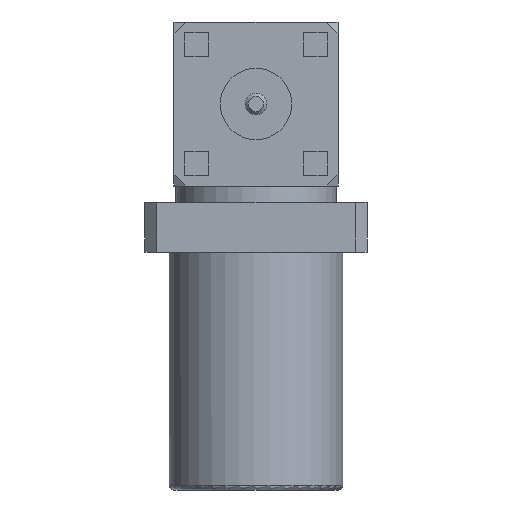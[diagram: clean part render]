
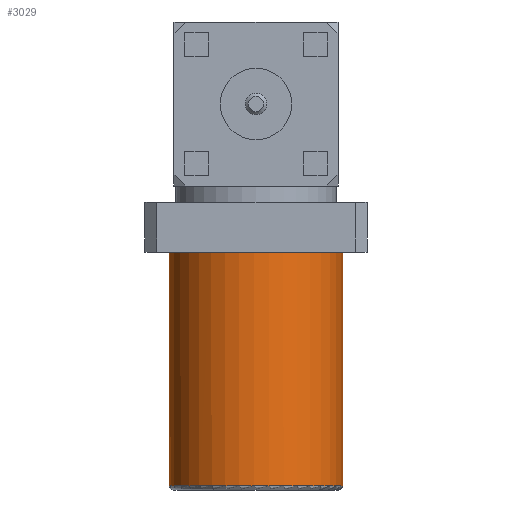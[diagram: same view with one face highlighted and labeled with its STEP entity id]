
A CAD part, front view. The second image highlights one B-rep face of the part: STEP entity #3029.
In plain terms, the highlighted cylindrical face has radius 3.708 mm (diameter 7.417 mm), a full revolution.
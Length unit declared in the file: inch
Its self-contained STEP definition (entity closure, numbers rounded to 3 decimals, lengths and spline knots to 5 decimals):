
#37 = DIRECTION ( 'NONE',  ( -1., 0., 0. ) ) ;
#117 = VERTEX_POINT ( 'NONE', #1624 ) ;
#138 = CARTESIAN_POINT ( 'NONE',  ( 0., 0., -0.444 ) ) ;
#207 = CARTESIAN_POINT ( 'NONE',  ( 0., 0., -0.331 ) ) ;
#329 = CARTESIAN_POINT ( 'NONE',  ( 0.11662, 0.08784, -0.56622 ) ) ;
#355 = ORIENTED_EDGE ( 'NONE', *, *, #2871, .F. ) ;
#395 = DIRECTION ( 'NONE',  ( 0., 0., 1. ) ) ;
#399 = CIRCLE ( 'NONE', #2686, 0.146 ) ;
#413 = CIRCLE ( 'NONE', #3171, 0.146 ) ;
#436 = CARTESIAN_POINT ( 'NONE',  ( -0.11248, 0.09309, -0.084 ) ) ;
#479 = DIRECTION ( 'NONE',  ( -1., 0., 0. ) ) ;
#576 = DIRECTION ( 'NONE',  ( 1., 0., 0. ) ) ;
#586 = DIRECTION ( 'NONE',  ( -1., 0., 0. ) ) ;
#590 = VERTEX_POINT ( 'NONE', #2167 ) ;
#596 = ORIENTED_EDGE ( 'NONE', *, *, #1663, .T. ) ;
#619 = VERTEX_POINT ( 'NONE', #3277 ) ;
#668 = CARTESIAN_POINT ( 'NONE',  ( 0., 0., -0.477 ) ) ;
#690 = AXIS2_PLACEMENT_3D ( 'NONE', #3905, #4250, #479 ) ;
#712 = VECTOR ( 'NONE', #747, 39.37008 ) ;
#747 = DIRECTION ( 'NONE',  ( 0., 0., 1. ) ) ;
#764 = AXIS2_PLACEMENT_3D ( 'NONE', #2565, #4081, #3714 ) ;
#954 = DIRECTION ( 'NONE',  ( 0., 0., 1. ) ) ;
#1052 = VERTEX_POINT ( 'NONE', #436 ) ;
#1098 = AXIS2_PLACEMENT_3D ( 'NONE', #4216, #4555, #37 ) ;
#1105 = VERTEX_POINT ( 'NONE', #4302 ) ;
#1225 = ORIENTED_EDGE ( 'NONE', *, *, #3020, .F. ) ;
#1288 = DIRECTION ( 'NONE',  ( 0., 0., 1. ) ) ;
#1317 = CYLINDRICAL_SURFACE ( 'NONE', #4700, 0.146 ) ;
#1318 = ORIENTED_EDGE ( 'NONE', *, *, #3692, .T. ) ;
#1320 = EDGE_CURVE ( 'NONE', #2399, #4436, #4323, .T. ) ;
#1330 = VERTEX_POINT ( 'NONE', #1661 ) ;
#1380 = CARTESIAN_POINT ( 'NONE',  ( 0.0385, 0.14083, -0.484 ) ) ;
#1454 = CARTESIAN_POINT ( 'NONE',  ( -0.0685, 0.12893, -0.084 ) ) ;
#1511 = EDGE_CURVE ( 'NONE', #2450, #1052, #2897, .T. ) ;
#1573 = ORIENTED_EDGE ( 'NONE', *, *, #2463, .T. ) ;
#1602 = CARTESIAN_POINT ( 'NONE',  ( 0., 0., -0.084 ) ) ;
#1624 = CARTESIAN_POINT ( 'NONE',  ( -0.146, 0., -0.477 ) ) ;
#1629 = DIRECTION ( 'NONE',  ( 0., 0., -1. ) ) ;
#1639 = VECTOR ( 'NONE', #3681, 39.37008 ) ;
#1646 = CIRCLE ( 'NONE', #4170, 0.146 ) ;
#1661 = CARTESIAN_POINT ( 'NONE',  ( 0.11662, 0.08784, -0.444 ) ) ;
#1663 = EDGE_CURVE ( 'NONE', #3729, #1842, #2822, .T. ) ;
#1712 = AXIS2_PLACEMENT_3D ( 'NONE', #138, #2396, #586 ) ;
#1792 = VERTEX_POINT ( 'NONE', #3822 ) ;
#1842 = VERTEX_POINT ( 'NONE', #4709 ) ;
#1859 = VECTOR ( 'NONE', #2455, 39.37008 ) ;
#1863 = VECTOR ( 'NONE', #3597, 39.37008 ) ;
#1876 = ORIENTED_EDGE ( 'NONE', *, *, #3857, .T. ) ;
#1917 = EDGE_LOOP ( 'NONE', ( #3456 ) ) ;
#1980 = ORIENTED_EDGE ( 'NONE', *, *, #1511, .T. ) ;
#1993 = EDGE_CURVE ( 'NONE', #117, #117, #413, .T. ) ;
#2007 = ORIENTED_EDGE ( 'NONE', *, *, #3977, .T. ) ;
#2028 = ORIENTED_EDGE ( 'NONE', *, *, #1320, .F. ) ;
#2066 = LINE ( 'NONE', #3984, #3468 ) ;
#2124 = CARTESIAN_POINT ( 'NONE',  ( 0., 0., -0.484 ) ) ;
#2167 = CARTESIAN_POINT ( 'NONE',  ( 0.08841, 0.11619, -0.084 ) ) ;
#2177 = ORIENTED_EDGE ( 'NONE', *, *, #3169, .F. ) ;
#2346 = EDGE_LOOP ( 'NONE', ( #1318, #1980, #1225, #2177, #1573, #596, #3651, #355, #2028, #1876, #4246, #2007 ) ) ;
#2396 = DIRECTION ( 'NONE',  ( 0., 0., 1. ) ) ;
#2399 = VERTEX_POINT ( 'NONE', #4809 ) ;
#2442 = LINE ( 'NONE', #3940, #2757 ) ;
#2450 = VERTEX_POINT ( 'NONE', #3592 ) ;
#2455 = DIRECTION ( 'NONE',  ( 0., 0., -1. ) ) ;
#2463 = EDGE_CURVE ( 'NONE', #3452, #3729, #2066, .T. ) ;
#2511 = CARTESIAN_POINT ( 'NONE',  ( 0.08841, 0.11619, -0.56622 ) ) ;
#2565 = CARTESIAN_POINT ( 'NONE',  ( 0., 0., -0.084 ) ) ;
#2686 = AXIS2_PLACEMENT_3D ( 'NONE', #1602, #1629, #4563 ) ;
#2757 = VECTOR ( 'NONE', #954, 39.37008 ) ;
#2822 = CIRCLE ( 'NONE', #690, 0.146 ) ;
#2861 = FACE_OUTER_BOUND ( 'NONE', #2346, .T. ) ;
#2871 = EDGE_CURVE ( 'NONE', #4436, #1105, #1646, .T. ) ;
#2897 = CIRCLE ( 'NONE', #764, 0.146 ) ;
#2903 = CIRCLE ( 'NONE', #1712, 0.146 ) ;
#3020 = EDGE_CURVE ( 'NONE', #619, #1052, #2442, .T. ) ;
#3029 = ADVANCED_FACE ( 'NONE', ( #4656, #2861 ), #1317, .T. ) ;
#3123 = EDGE_CURVE ( 'NONE', #1842, #1105, #4288, .T. ) ;
#3156 = DIRECTION ( 'NONE',  ( 0., 0., 1. ) ) ;
#3169 = EDGE_CURVE ( 'NONE', #3452, #619, #2903, .T. ) ;
#3171 = AXIS2_PLACEMENT_3D ( 'NONE', #668, #395, #3305 ) ;
#3277 = CARTESIAN_POINT ( 'NONE',  ( -0.11248, 0.09309, -0.444 ) ) ;
#3305 = DIRECTION ( 'NONE',  ( -1., 0., 0. ) ) ;
#3452 = VERTEX_POINT ( 'NONE', #3544 ) ;
#3456 = ORIENTED_EDGE ( 'NONE', *, *, #1993, .T. ) ;
#3468 = VECTOR ( 'NONE', #4676, 39.37008 ) ;
#3544 = CARTESIAN_POINT ( 'NONE',  ( -0.0685, 0.12893, -0.444 ) ) ;
#3592 = CARTESIAN_POINT ( 'NONE',  ( 0.11662, 0.08784, -0.084 ) ) ;
#3597 = DIRECTION ( 'NONE',  ( 0., 0., -1. ) ) ;
#3651 = ORIENTED_EDGE ( 'NONE', *, *, #3123, .T. ) ;
#3679 = LINE ( 'NONE', #329, #712 ) ;
#3681 = DIRECTION ( 'NONE',  ( 0., 0., 1. ) ) ;
#3692 = EDGE_CURVE ( 'NONE', #1330, #2450, #3679, .T. ) ;
#3714 = DIRECTION ( 'NONE',  ( -1., 0., 0. ) ) ;
#3729 = VERTEX_POINT ( 'NONE', #1454 ) ;
#3783 = CIRCLE ( 'NONE', #1098, 0.146 ) ;
#3822 = CARTESIAN_POINT ( 'NONE',  ( 0.08841, 0.11619, -0.444 ) ) ;
#3857 = EDGE_CURVE ( 'NONE', #2399, #590, #399, .T. ) ;
#3905 = CARTESIAN_POINT ( 'NONE',  ( 0., 0., -0.084 ) ) ;
#3940 = CARTESIAN_POINT ( 'NONE',  ( -0.11248, 0.09309, -0.56622 ) ) ;
#3977 = EDGE_CURVE ( 'NONE', #1792, #1330, #3783, .T. ) ;
#3984 = CARTESIAN_POINT ( 'NONE',  ( -0.0685, 0.12893, -0.56622 ) ) ;
#3988 = DIRECTION ( 'NONE',  ( 1., 0., 0. ) ) ;
#4081 = DIRECTION ( 'NONE',  ( 0., 0., -1. ) ) ;
#4170 = AXIS2_PLACEMENT_3D ( 'NONE', #207, #1288, #576 ) ;
#4175 = EDGE_CURVE ( 'NONE', #1792, #590, #4494, .T. ) ;
#4216 = CARTESIAN_POINT ( 'NONE',  ( 0., 0., -0.444 ) ) ;
#4246 = ORIENTED_EDGE ( 'NONE', *, *, #4175, .F. ) ;
#4250 = DIRECTION ( 'NONE',  ( 0., 0., -1. ) ) ;
#4288 = LINE ( 'NONE', #4680, #1863 ) ;
#4302 = CARTESIAN_POINT ( 'NONE',  ( -0.0385, 0.14083, -0.331 ) ) ;
#4321 = CARTESIAN_POINT ( 'NONE',  ( 0.0385, 0.14083, -0.331 ) ) ;
#4323 = LINE ( 'NONE', #1380, #1859 ) ;
#4436 = VERTEX_POINT ( 'NONE', #4321 ) ;
#4494 = LINE ( 'NONE', #2511, #1639 ) ;
#4555 = DIRECTION ( 'NONE',  ( 0., 0., -1. ) ) ;
#4563 = DIRECTION ( 'NONE',  ( -1., 0., 0. ) ) ;
#4656 = FACE_OUTER_BOUND ( 'NONE', #1917, .T. ) ;
#4676 = DIRECTION ( 'NONE',  ( 0., 0., 1. ) ) ;
#4680 = CARTESIAN_POINT ( 'NONE',  ( -0.0385, 0.14083, -0.484 ) ) ;
#4700 = AXIS2_PLACEMENT_3D ( 'NONE', #2124, #3156, #3988 ) ;
#4709 = CARTESIAN_POINT ( 'NONE',  ( -0.0385, 0.14083, -0.084 ) ) ;
#4809 = CARTESIAN_POINT ( 'NONE',  ( 0.0385, 0.14083, -0.084 ) ) ;
